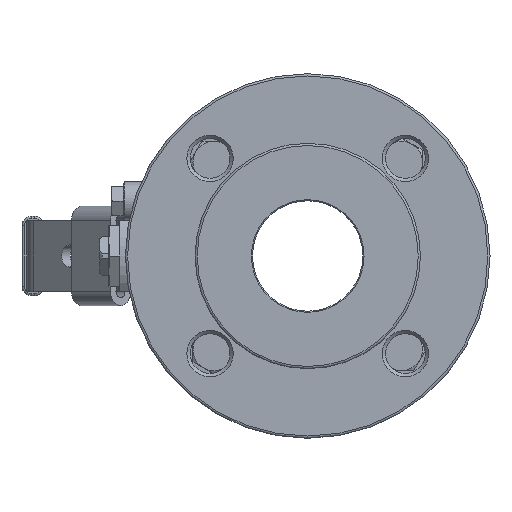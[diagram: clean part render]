
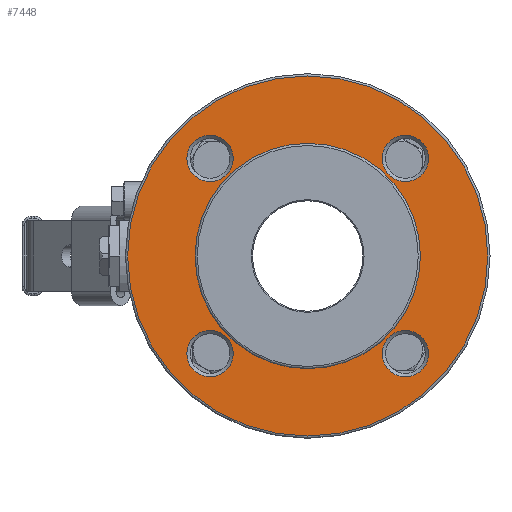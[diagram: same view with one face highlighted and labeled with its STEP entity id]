
A CAD part, left-side view. The second image highlights one B-rep face of the part: STEP entity #7448.
In plain terms, the highlighted planar face has unit normal (-1, 0, 0).
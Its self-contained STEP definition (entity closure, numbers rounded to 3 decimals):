
#797 = ORIENTED_EDGE ( 'NONE', *, *, #55611, .T. ) ;
#798 = ORIENTED_EDGE ( 'NONE', *, *, #55603, .T. ) ;
#799 = ORIENTED_EDGE ( 'NONE', *, *, #55601, .T. ) ;
#800 = ORIENTED_EDGE ( 'NONE', *, *, #55599, .T. ) ;
#801 = ORIENTED_EDGE ( 'NONE', *, *, #55590, .T. ) ;
#802 = ORIENTED_EDGE ( 'NONE', *, *, #55613, .T. ) ;
#2674 = FACE_BOUND ( 'NONE', #4905, .T. ) ;
#2727 = FACE_OUTER_BOUND ( 'NONE', #5027, .T. ) ;
#2728 = FACE_BOUND ( 'NONE', #4870, .T. ) ;
#2729 = FACE_BOUND ( 'NONE', #4940, .T. ) ;
#2730 = PLANE ( 'NONE',  #39826 ) ;
#2731 = FACE_BOUND ( 'NONE', #4866, .T. ) ;
#2733 = FACE_BOUND ( 'NONE', #4827, .T. ) ;
#2743 = CARTESIAN_POINT ( 'NONE',  ( -83., 82.5, 0. ) ) ;
#2744 = DIRECTION ( 'NONE',  ( -1., 0., 0. ) ) ;
#2745 = DIRECTION ( 'NONE',  ( 0., -1., 0. ) ) ;
#4827 = EDGE_LOOP ( 'NONE', ( #800 ) ) ;
#4866 = EDGE_LOOP ( 'NONE', ( #799 ) ) ;
#4870 = EDGE_LOOP ( 'NONE', ( #802 ) ) ;
#4905 = EDGE_LOOP ( 'NONE', ( #797 ) ) ;
#4940 = EDGE_LOOP ( 'NONE', ( #798 ) ) ;
#5027 = EDGE_LOOP ( 'NONE', ( #801 ) ) ;
#7448 = ADVANCED_FACE ( 'NONE', ( #2674, #2729, #2731, #2733, #2727, #2728 ), #2730, .T. ) ;
#23383 = VERTEX_POINT ( 'NONE', #23386 ) ;
#23385 = VERTEX_POINT ( 'NONE', #23388 ) ;
#23386 = CARTESIAN_POINT ( 'NONE',  ( -83., -81.5, 0. ) ) ;
#23387 = VERTEX_POINT ( 'NONE', #23390 ) ;
#23388 = CARTESIAN_POINT ( 'NONE',  ( -83., -54.694, 44.194 ) ) ;
#23389 = VERTEX_POINT ( 'NONE', #23392 ) ;
#23390 = CARTESIAN_POINT ( 'NONE',  ( -83., -54.694, -44.194 ) ) ;
#23391 = VERTEX_POINT ( 'NONE', #23394 ) ;
#23392 = CARTESIAN_POINT ( 'NONE',  ( -83., 33.694, -44.194 ) ) ;
#23393 = VERTEX_POINT ( 'NONE', #23396 ) ;
#23394 = CARTESIAN_POINT ( 'NONE',  ( -83., 33.694, 44.194 ) ) ;
#23396 = CARTESIAN_POINT ( 'NONE',  ( -83., 51., 0. ) ) ;
#30342 = CARTESIAN_POINT ( 'NONE',  ( -83., 0., 0. ) ) ;
#30344 = DIRECTION ( 'NONE',  ( -1., 0., 0. ) ) ;
#30345 = DIRECTION ( 'NONE',  ( 0., -1., 0. ) ) ;
#30443 = CARTESIAN_POINT ( 'NONE',  ( -83., -44.194, 44.194 ) ) ;
#30445 = DIRECTION ( 'NONE',  ( 1., 0., 0. ) ) ;
#30446 = DIRECTION ( 'NONE',  ( 0., -1., 0. ) ) ;
#30460 = CARTESIAN_POINT ( 'NONE',  ( -83., -44.194, -44.194 ) ) ;
#30461 = DIRECTION ( 'NONE',  ( 1., 0., 0. ) ) ;
#30462 = DIRECTION ( 'NONE',  ( 0., -1., 0. ) ) ;
#30471 = CARTESIAN_POINT ( 'NONE',  ( -83., 44.194, -44.194 ) ) ;
#30473 = DIRECTION ( 'NONE',  ( 1., 0., 0. ) ) ;
#30475 = DIRECTION ( 'NONE',  ( 0., -1., 0. ) ) ;
#30556 = CARTESIAN_POINT ( 'NONE',  ( -83., 44.194, 44.194 ) ) ;
#30558 = DIRECTION ( 'NONE',  ( 1., 0., 0. ) ) ;
#30560 = DIRECTION ( 'NONE',  ( 0., -1., 0. ) ) ;
#30572 = CARTESIAN_POINT ( 'NONE',  ( -83., 0., 0. ) ) ;
#30574 = DIRECTION ( 'NONE',  ( 1., 0., 0. ) ) ;
#30575 = DIRECTION ( 'NONE',  ( 0., 1., 0. ) ) ;
#32094 = CIRCLE ( 'NONE', #32105, 10.5 ) ;
#32095 = CIRCLE ( 'NONE', #32096, 81.5 ) ;
#32096 = AXIS2_PLACEMENT_3D ( 'NONE', #30342, #30344, #30345 ) ;
#32101 = CIRCLE ( 'NONE', #32111, 10.5 ) ;
#32105 = AXIS2_PLACEMENT_3D ( 'NONE', #30443, #30445, #30446 ) ;
#32106 = CIRCLE ( 'NONE', #32109, 10.5 ) ;
#32109 = AXIS2_PLACEMENT_3D ( 'NONE', #30460, #30461, #30462 ) ;
#32111 = AXIS2_PLACEMENT_3D ( 'NONE', #30471, #30473, #30475 ) ;
#32116 = CIRCLE ( 'NONE', #32119, 10.5 ) ;
#32118 = CIRCLE ( 'NONE', #32121, 51. ) ;
#32119 = AXIS2_PLACEMENT_3D ( 'NONE', #30556, #30558, #30560 ) ;
#32121 = AXIS2_PLACEMENT_3D ( 'NONE', #30572, #30574, #30575 ) ;
#39826 = AXIS2_PLACEMENT_3D ( 'NONE', #2743, #2744, #2745 ) ;
#55590 = EDGE_CURVE ( 'NONE', #23383, #23383, #32095, .T. ) ;
#55599 = EDGE_CURVE ( 'NONE', #23385, #23385, #32094, .T. ) ;
#55601 = EDGE_CURVE ( 'NONE', #23387, #23387, #32106, .T. ) ;
#55603 = EDGE_CURVE ( 'NONE', #23389, #23389, #32101, .T. ) ;
#55611 = EDGE_CURVE ( 'NONE', #23391, #23391, #32116, .T. ) ;
#55613 = EDGE_CURVE ( 'NONE', #23393, #23393, #32118, .T. ) ;
